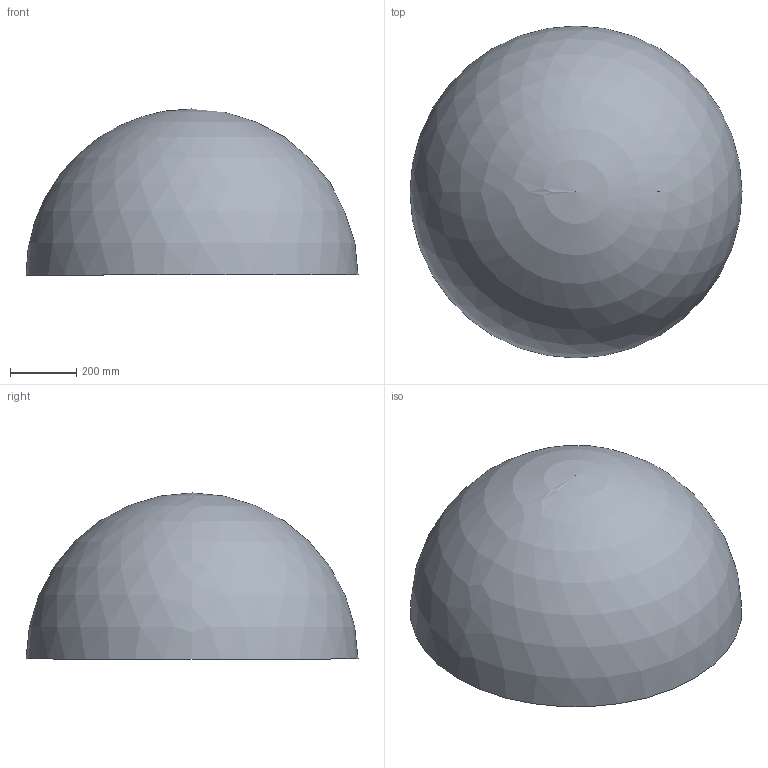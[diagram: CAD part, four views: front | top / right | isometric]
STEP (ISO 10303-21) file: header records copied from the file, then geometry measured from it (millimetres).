
FILE_DESCRIPTION (( 'STEP AP203' ), '1' );
FILE_NAME ('621000.STEP', '2021-08-17T14:30:39', ( '' ), ( '' ), 'SwSTEP 2.0', 'SolidWorks 2018', '' );
FILE_SCHEMA (( 'CONFIG_CONTROL_DESIGN' ));
Length unit declared in the file: millimetre
Products named in the file (2): 621000
Bounding box: 1000 x 1000 x 500 mm (x, y, z)
Volume: 6233053.7 mm3; surface area: 3129080.3 mm2
Topology: 1 solids, 1 shells, 183 faces, 483 edges, 322 vertices
Faces by surface type: bspline 90, plane 70, sphere 23
Entity records: 9689 total; most frequent: CARTESIAN_POINT 5499, ORIENTED_EDGE 958, DIRECTION 629, EDGE_CURVE 479, VERTEX_POINT 320, AXIS2_PLACEMENT_3D 235, EDGE_LOOP 205, ADVANCED_FACE 183
